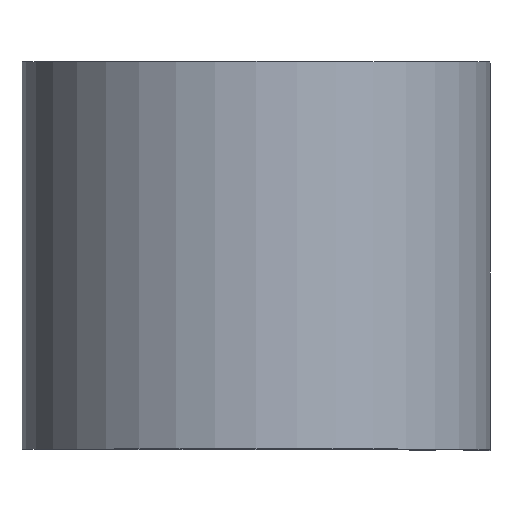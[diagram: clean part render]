
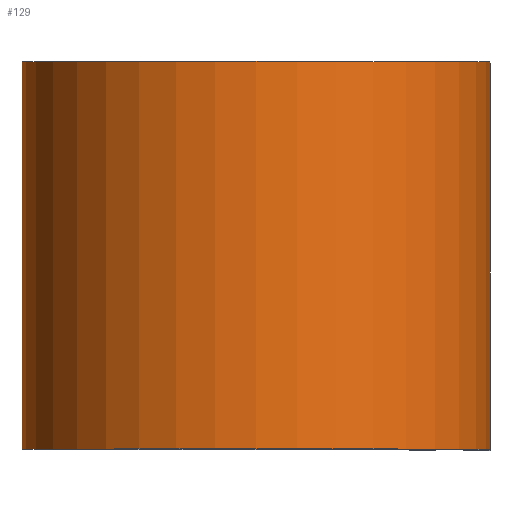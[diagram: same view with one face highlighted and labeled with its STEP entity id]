
A CAD part, top view. The second image highlights one B-rep face of the part: STEP entity #129.
In plain terms, the highlighted cylindrical face has radius 13.424 mm (diameter 26.848 mm), a partial arc.
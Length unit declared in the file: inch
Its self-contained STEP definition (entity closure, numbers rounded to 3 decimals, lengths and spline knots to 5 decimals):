
#6 = CYLINDRICAL_SURFACE ( 'NONE', #33, 0.5285 ) ;
#16 = VERTEX_POINT ( 'NONE', #520 ) ;
#19 = FACE_OUTER_BOUND ( 'NONE', #218, .T. ) ;
#33 = AXIS2_PLACEMENT_3D ( 'NONE', #203, #254, #244 ) ;
#72 = CARTESIAN_POINT ( 'NONE',  ( 0.5285, 0.4375, 0. ) ) ;
#75 = DIRECTION ( 'NONE',  ( 0., -1., 0. ) ) ;
#89 = CARTESIAN_POINT ( 'NONE',  ( 0., 0.4375, -0.5285 ) ) ;
#129 = ADVANCED_FACE ( 'NONE', ( #19 ), #6, .T. ) ;
#164 = EDGE_CURVE ( 'NONE', #16, #214, #353, .T. ) ;
#184 = ORIENTED_EDGE ( 'NONE', *, *, #365, .T. ) ;
#203 = CARTESIAN_POINT ( 'NONE',  ( 0., 0.4375, 0. ) ) ;
#208 = VERTEX_POINT ( 'NONE', #89 ) ;
#214 = VERTEX_POINT ( 'NONE', #501 ) ;
#218 = EDGE_LOOP ( 'NONE', ( #184, #303, #613, #579 ) ) ;
#244 = DIRECTION ( 'NONE',  ( 0., 0., -1. ) ) ;
#254 = DIRECTION ( 'NONE',  ( 0., -1., 0. ) ) ;
#271 = VERTEX_POINT ( 'NONE', #567 ) ;
#276 = DIRECTION ( 'NONE',  ( 1., 0., 0. ) ) ;
#284 = DIRECTION ( 'NONE',  ( 1., 0., 0. ) ) ;
#303 = ORIENTED_EDGE ( 'NONE', *, *, #164, .F. ) ;
#329 = VECTOR ( 'NONE', #75, 39.37008 ) ;
#353 = LINE ( 'NONE', #72, #329 ) ;
#361 = LINE ( 'NONE', #436, #557 ) ;
#365 = EDGE_CURVE ( 'NONE', #271, #214, #387, .T. ) ;
#367 = AXIS2_PLACEMENT_3D ( 'NONE', #555, #621, #284 ) ;
#378 = DIRECTION ( 'NONE',  ( 0., 1., 0. ) ) ;
#387 = CIRCLE ( 'NONE', #367, 0.5285 ) ;
#395 = CARTESIAN_POINT ( 'NONE',  ( 0., 0.4375, 0. ) ) ;
#403 = EDGE_CURVE ( 'NONE', #208, #271, #361, .T. ) ;
#436 = CARTESIAN_POINT ( 'NONE',  ( 0., 0.4375, -0.5285 ) ) ;
#485 = AXIS2_PLACEMENT_3D ( 'NONE', #395, #378, #276 ) ;
#499 = DIRECTION ( 'NONE',  ( 0., -1., 0. ) ) ;
#501 = CARTESIAN_POINT ( 'NONE',  ( 0.5285, -0.4375, 0. ) ) ;
#520 = CARTESIAN_POINT ( 'NONE',  ( 0.5285, 0.4375, 0. ) ) ;
#552 = EDGE_CURVE ( 'NONE', #208, #16, #558, .T. ) ;
#555 = CARTESIAN_POINT ( 'NONE',  ( 0., -0.4375, 0. ) ) ;
#557 = VECTOR ( 'NONE', #499, 39.37008 ) ;
#558 = CIRCLE ( 'NONE', #485, 0.5285 ) ;
#567 = CARTESIAN_POINT ( 'NONE',  ( 0., -0.4375, -0.5285 ) ) ;
#579 = ORIENTED_EDGE ( 'NONE', *, *, #403, .T. ) ;
#613 = ORIENTED_EDGE ( 'NONE', *, *, #552, .F. ) ;
#621 = DIRECTION ( 'NONE',  ( 0., 1., 0. ) ) ;
